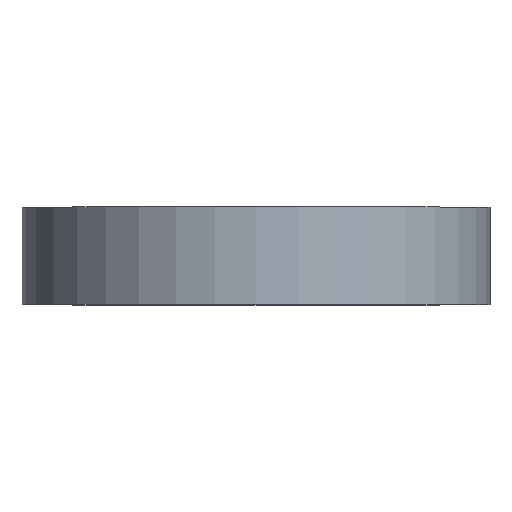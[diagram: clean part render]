
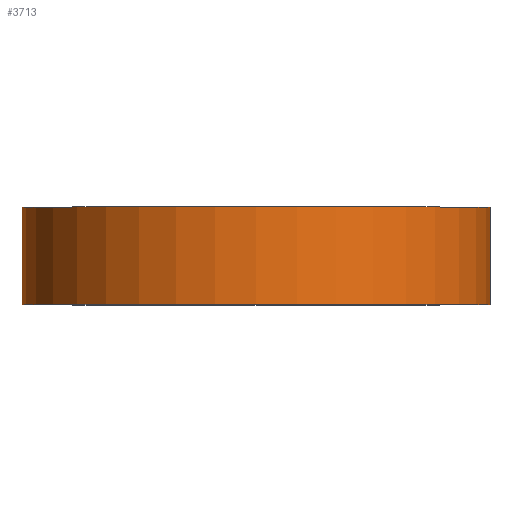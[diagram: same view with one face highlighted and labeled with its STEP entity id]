
A CAD part, top view. The second image highlights one B-rep face of the part: STEP entity #3713.
In plain terms, the highlighted cylindrical face has radius 240 mm (diameter 480 mm), a full revolution.
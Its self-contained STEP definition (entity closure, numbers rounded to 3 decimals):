
#137=CIRCLE('',#4037,240.);
#138=CIRCLE('',#4038,240.);
#139=CIRCLE('',#4039,240.);
#140=CIRCLE('',#4040,240.);
#201=CYLINDRICAL_SURFACE('',#4036,240.);
#382=FACE_OUTER_BOUND('',#565,.T.);
#565=EDGE_LOOP('',(#3041,#3042,#3043,#3044,#3045,#3046));
#990=LINE('',#6167,#1411);
#1411=VECTOR('',#5071,240.);
#1772=VERTEX_POINT('',#6162);
#1773=VERTEX_POINT('',#6163);
#1774=VERTEX_POINT('',#6166);
#1775=VERTEX_POINT('',#6168);
#2316=EDGE_CURVE('',#1772,#1773,#137,.T.);
#2317=EDGE_CURVE('',#1773,#1772,#138,.T.);
#2318=EDGE_CURVE('',#1773,#1774,#990,.T.);
#2319=EDGE_CURVE('',#1774,#1775,#139,.T.);
#2320=EDGE_CURVE('',#1775,#1774,#140,.T.);
#3041=ORIENTED_EDGE('',*,*,#2316,.F.);
#3042=ORIENTED_EDGE('',*,*,#2317,.F.);
#3043=ORIENTED_EDGE('',*,*,#2318,.T.);
#3044=ORIENTED_EDGE('',*,*,#2319,.T.);
#3045=ORIENTED_EDGE('',*,*,#2320,.T.);
#3046=ORIENTED_EDGE('',*,*,#2318,.F.);
#3713=ADVANCED_FACE('',(#382),#201,.T.);
#4036=AXIS2_PLACEMENT_3D('',#6161,#5065,#5066);
#4037=AXIS2_PLACEMENT_3D('',#6164,#5067,#5068);
#4038=AXIS2_PLACEMENT_3D('',#6165,#5069,#5070);
#4039=AXIS2_PLACEMENT_3D('',#6169,#5072,#5073);
#4040=AXIS2_PLACEMENT_3D('',#6170,#5074,#5075);
#5065=DIRECTION('center_axis',(0.,1.,0.));
#5066=DIRECTION('ref_axis',(-1.,0.,0.));
#5067=DIRECTION('center_axis',(0.,1.,0.));
#5068=DIRECTION('ref_axis',(-1.,0.,0.));
#5069=DIRECTION('center_axis',(0.,1.,0.));
#5070=DIRECTION('ref_axis',(-1.,0.,0.));
#5071=DIRECTION('',(0.,-1.,0.));
#5072=DIRECTION('center_axis',(0.,1.,0.));
#5073=DIRECTION('ref_axis',(-1.,0.,0.));
#5074=DIRECTION('center_axis',(0.,1.,0.));
#5075=DIRECTION('ref_axis',(-1.,0.,0.));
#6161=CARTESIAN_POINT('Origin',(0.,0.,0.));
#6162=CARTESIAN_POINT('',(-240.,100.,0.));
#6163=CARTESIAN_POINT('',(240.,100.,0.));
#6164=CARTESIAN_POINT('Origin',(0.,100.,0.));
#6165=CARTESIAN_POINT('Origin',(0.,100.,0.));
#6166=CARTESIAN_POINT('',(240.,0.,0.));
#6167=CARTESIAN_POINT('',(240.,0.,0.));
#6168=CARTESIAN_POINT('',(-240.,0.,0.));
#6169=CARTESIAN_POINT('Origin',(0.,0.,0.));
#6170=CARTESIAN_POINT('Origin',(0.,0.,0.));
